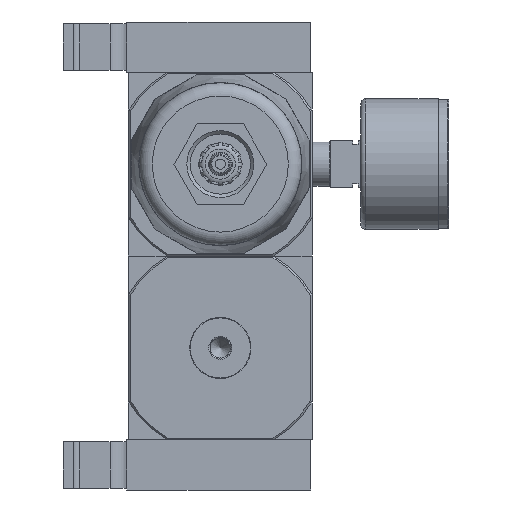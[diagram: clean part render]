
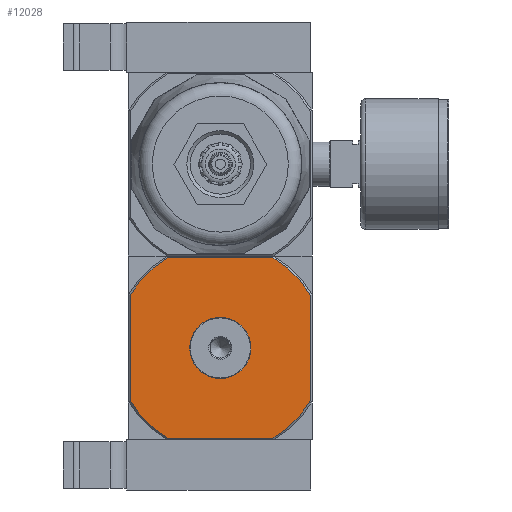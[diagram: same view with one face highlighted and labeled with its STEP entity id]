
A CAD part, front view. The second image highlights one B-rep face of the part: STEP entity #12028.
In plain terms, the highlighted planar face has unit normal (0, -1, 0).
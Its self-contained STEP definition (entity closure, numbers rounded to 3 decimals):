
#1341=CIRCLE('',#16098,6.579);
#1342=CIRCLE('',#16099,31.25);
#1343=CIRCLE('',#16100,31.25);
#1344=CIRCLE('',#16101,31.25);
#1345=CIRCLE('',#16102,31.25);
#4294=ORIENTED_EDGE('',*,*,#6194,.F.);
#4295=ORIENTED_EDGE('',*,*,#6195,.T.);
#4296=ORIENTED_EDGE('',*,*,#6196,.F.);
#4297=ORIENTED_EDGE('',*,*,#6190,.T.);
#4298=ORIENTED_EDGE('',*,*,#6197,.F.);
#4299=ORIENTED_EDGE('',*,*,#6198,.F.);
#4300=ORIENTED_EDGE('',*,*,#6199,.F.);
#4301=ORIENTED_EDGE('',*,*,#6200,.F.);
#4302=ORIENTED_EDGE('',*,*,#6201,.F.);
#6190=EDGE_CURVE('',#7412,#7413,#8202,.T.);
#6194=EDGE_CURVE('',#7416,#7416,#1341,.T.);
#6195=EDGE_CURVE('',#7417,#7418,#8204,.T.);
#6196=EDGE_CURVE('',#7412,#7418,#1342,.T.);
#6197=EDGE_CURVE('',#7419,#7413,#1343,.T.);
#6198=EDGE_CURVE('',#7420,#7419,#8205,.T.);
#6199=EDGE_CURVE('',#7421,#7420,#1344,.T.);
#6200=EDGE_CURVE('',#7422,#7421,#8206,.T.);
#6201=EDGE_CURVE('',#7417,#7422,#1345,.T.);
#7412=VERTEX_POINT('',#24022);
#7413=VERTEX_POINT('',#24023);
#7416=VERTEX_POINT('',#24037);
#7417=VERTEX_POINT('',#24039);
#7418=VERTEX_POINT('',#24040);
#7419=VERTEX_POINT('',#24043);
#7420=VERTEX_POINT('',#24045);
#7421=VERTEX_POINT('',#24047);
#7422=VERTEX_POINT('',#24049);
#8202=LINE('',#24021,#8925);
#8204=LINE('',#24038,#8927);
#8205=LINE('',#24044,#8928);
#8206=LINE('',#24048,#8929);
#8925=VECTOR('',#19294,1000.);
#8927=VECTOR('',#19300,1000.);
#8928=VECTOR('',#19305,1000.);
#8929=VECTOR('',#19308,1000.);
#9817=EDGE_LOOP('',(#4294));
#9818=EDGE_LOOP('',(#4295,#4296,#4297,#4298,#4299,#4300,#4301,#4302));
#10824=FACE_BOUND('',#9817,.T.);
#10825=FACE_BOUND('',#9818,.T.);
#11358=PLANE('',#16097);
#12028=ADVANCED_FACE('',(#10824,#10825),#11358,.F.);
#16097=AXIS2_PLACEMENT_3D('',#24035,#19296,#19297);
#16098=AXIS2_PLACEMENT_3D('',#24036,#19298,#19299);
#16099=AXIS2_PLACEMENT_3D('',#24041,#19301,#19302);
#16100=AXIS2_PLACEMENT_3D('',#24042,#19303,#19304);
#16101=AXIS2_PLACEMENT_3D('',#24046,#19306,#19307);
#16102=AXIS2_PLACEMENT_3D('',#24050,#19309,#19310);
#19294=DIRECTION('',(0.,0.,-1.));
#19296=DIRECTION('',(0.,1.,0.));
#19297=DIRECTION('',(0.,0.,1.));
#19298=DIRECTION('',(0.,-1.,0.));
#19299=DIRECTION('',(0.,0.,-1.));
#19300=DIRECTION('',(-1.,0.,0.));
#19301=DIRECTION('',(0.,1.,0.));
#19302=DIRECTION('',(-1.,0.,0.));
#19303=DIRECTION('',(0.,1.,0.));
#19304=DIRECTION('',(-1.,0.,0.));
#19305=DIRECTION('',(-1.,0.,0.));
#19306=DIRECTION('',(0.,1.,0.));
#19307=DIRECTION('',(-1.,0.,0.));
#19308=DIRECTION('',(0.,0.,-1.));
#19309=DIRECTION('',(0.,1.,0.));
#19310=DIRECTION('',(-1.,0.,0.));
#24021=CARTESIAN_POINT('',(-27.,-27.5,27.5));
#24022=CARTESIAN_POINT('',(-27.,-27.5,15.734));
#24023=CARTESIAN_POINT('',(-27.,-27.5,-15.734));
#24035=CARTESIAN_POINT('',(-27.,-27.5,27.5));
#24036=CARTESIAN_POINT('',(0.,-27.5,0.));
#24037=CARTESIAN_POINT('',(0.,-27.5,-6.579));
#24038=CARTESIAN_POINT('',(27.5,-27.5,27.));
#24039=CARTESIAN_POINT('',(15.734,-27.5,27.));
#24040=CARTESIAN_POINT('',(-15.734,-27.5,27.));
#24041=CARTESIAN_POINT('',(0.,-27.5,0.));
#24042=CARTESIAN_POINT('',(0.,-27.5,0.));
#24043=CARTESIAN_POINT('',(-15.734,-27.5,-27.));
#24044=CARTESIAN_POINT('',(27.5,-27.5,-27.));
#24045=CARTESIAN_POINT('',(15.734,-27.5,-27.));
#24046=CARTESIAN_POINT('',(0.,-27.5,0.));
#24047=CARTESIAN_POINT('',(27.,-27.5,-15.734));
#24048=CARTESIAN_POINT('',(27.,-27.5,27.5));
#24049=CARTESIAN_POINT('',(27.,-27.5,15.734));
#24050=CARTESIAN_POINT('',(0.,-27.5,0.));
